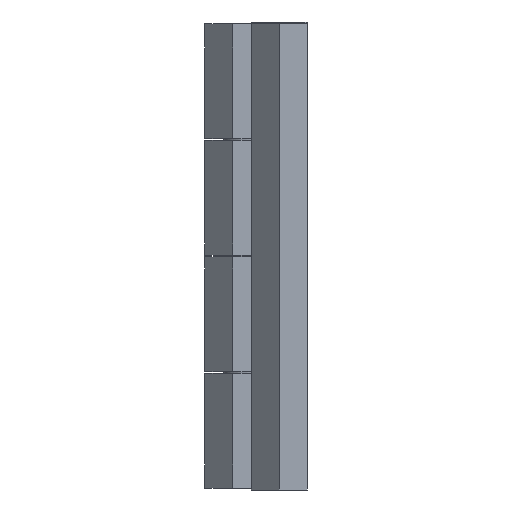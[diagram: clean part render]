
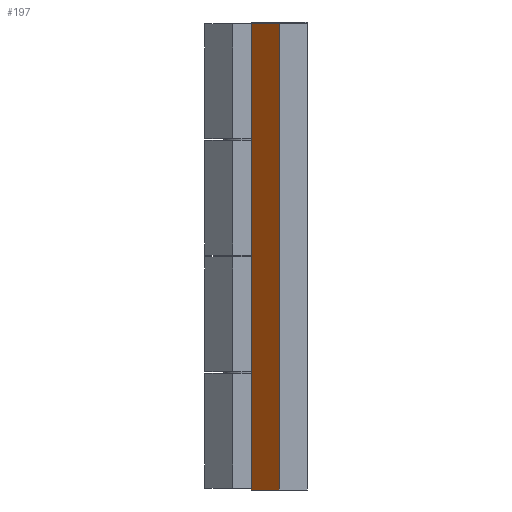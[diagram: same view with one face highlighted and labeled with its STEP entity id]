
A CAD part, left-side view. The second image highlights one B-rep face of the part: STEP entity #197.
In plain terms, the highlighted planar face has unit normal (-0.707, 0.707, 0).
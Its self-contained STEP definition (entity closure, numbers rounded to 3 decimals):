
#197=ADVANCED_FACE('',(#511),#512,.F.);
#511=FACE_OUTER_BOUND('',#1128,.T.);
#512=PLANE('',#1129);
#1128=EDGE_LOOP('',(#1929,#1930,#1931,#1932));
#1129=AXIS2_PLACEMENT_3D('',#1933,#1934,#1935);
#1929=ORIENTED_EDGE('',*,*,#4140,.T.);
#1930=ORIENTED_EDGE('',*,*,#4142,.F.);
#1931=ORIENTED_EDGE('',*,*,#4127,.F.);
#1932=ORIENTED_EDGE('',*,*,#4143,.T.);
#1933=CARTESIAN_POINT('',(-38.0,-3.0,-50.0));
#1934=DIRECTION('',(0.707,-0.707,0.0));
#1935=DIRECTION('',(-0.707,-0.707,0.0));
#4127=EDGE_CURVE('',#4970,#4972,#4973,.T.);
#4140=EDGE_CURVE('',#4997,#4995,#4998,.T.);
#4142=EDGE_CURVE('',#4972,#4995,#5000,.T.);
#4143=EDGE_CURVE('',#4970,#4997,#5001,.T.);
#4970=VERTEX_POINT('',#6285);
#4972=VERTEX_POINT('',#6288);
#4973=LINE('',#6289,#6290);
#4995=VERTEX_POINT('',#6321);
#4997=VERTEX_POINT('',#6324);
#4998=LINE('',#6325,#6326);
#5000=LINE('',#6329,#6330);
#5001=LINE('',#6331,#6332);
#6285=CARTESIAN_POINT('',(-38.0,-3.0,-50.0));
#6288=CARTESIAN_POINT('',(-35.0,0.0,-50.0));
#6289=CARTESIAN_POINT('',(-38.0,-3.0,-50.0));
#6290=VECTOR('',#7902,1.0);
#6321=CARTESIAN_POINT('',(-35.0,0.0,0.0));
#6324=CARTESIAN_POINT('',(-38.0,-3.0,0.0));
#6325=CARTESIAN_POINT('',(-38.0,-3.0,0.0));
#6326=VECTOR('',#7919,1.0);
#6329=CARTESIAN_POINT('',(-35.0,0.0,-50.0));
#6330=VECTOR('',#7921,1.0);
#6331=CARTESIAN_POINT('',(-38.0,-3.0,-50.0));
#6332=VECTOR('',#7922,1.0);
#7902=DIRECTION('',(0.707,0.707,0.0));
#7919=DIRECTION('',(0.707,0.707,0.0));
#7921=DIRECTION('',(0.0,0.0,1.0));
#7922=DIRECTION('',(0.0,0.0,1.0));
